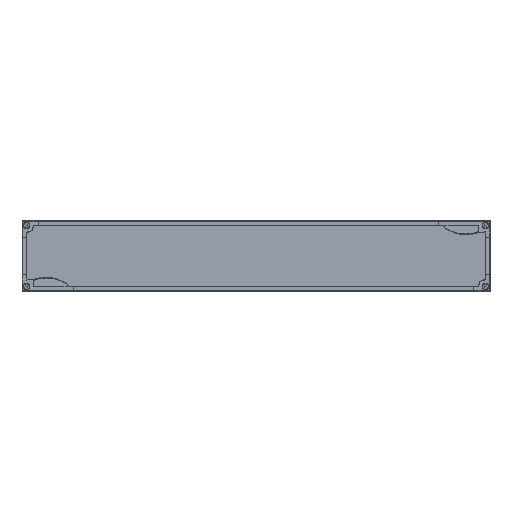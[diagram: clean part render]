
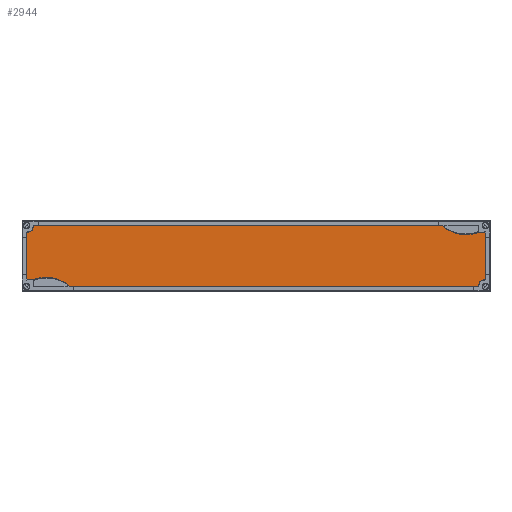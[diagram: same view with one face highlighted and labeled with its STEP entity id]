
A CAD part, top view. The second image highlights one B-rep face of the part: STEP entity #2944.
In plain terms, the highlighted planar face has unit normal (0, 0, 1).
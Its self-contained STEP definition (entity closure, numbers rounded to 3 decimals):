
#2944=ADVANCED_FACE('',(#6376),#6377,.F.);
#6376=FACE_OUTER_BOUND('',#10483,.T.);
#6377=PLANE('',#10484);
#10483=EDGE_LOOP('',(#18401,#18402,#18403,#18404,#18405,#18406,#18407,#18408,#18409,#18410,#18411,#18412,#18413,#18414,#18415,#18416));
#10484=AXIS2_PLACEMENT_3D('',#18417,#18418,#18419);
#18401=ORIENTED_EDGE('',*,*,#27657,.T.);
#18402=ORIENTED_EDGE('',*,*,#27653,.T.);
#18403=ORIENTED_EDGE('',*,*,#27649,.T.);
#18404=ORIENTED_EDGE('',*,*,#27660,.F.);
#18405=ORIENTED_EDGE('',*,*,#27661,.T.);
#18406=ORIENTED_EDGE('',*,*,#27662,.T.);
#18407=ORIENTED_EDGE('',*,*,#27663,.T.);
#18408=ORIENTED_EDGE('',*,*,#27664,.F.);
#18409=ORIENTED_EDGE('',*,*,#27665,.T.);
#18410=ORIENTED_EDGE('',*,*,#27666,.T.);
#18411=ORIENTED_EDGE('',*,*,#27667,.T.);
#18412=ORIENTED_EDGE('',*,*,#27668,.T.);
#18413=ORIENTED_EDGE('',*,*,#27669,.T.);
#18414=ORIENTED_EDGE('',*,*,#27670,.T.);
#18415=ORIENTED_EDGE('',*,*,#27671,.T.);
#18416=ORIENTED_EDGE('',*,*,#27672,.F.);
#18417=CARTESIAN_POINT('',(500.0,75.0,127.3));
#18418=DIRECTION('',(0.0,0.0,-1.0));
#18419=DIRECTION('',(0.0,1.0,0.0));
#27649=EDGE_CURVE('',#33737,#33735,#33738,.T.);
#27653=EDGE_CURVE('',#33743,#33737,#33744,.T.);
#27657=EDGE_CURVE('',#33749,#33743,#33750,.T.);
#27660=EDGE_CURVE('',#33753,#33735,#33754,.T.);
#27661=EDGE_CURVE('',#33753,#33755,#33756,.T.);
#27662=EDGE_CURVE('',#33755,#33757,#33758,.T.);
#27663=EDGE_CURVE('',#33757,#33759,#33760,.T.);
#27664=EDGE_CURVE('',#33761,#33759,#33762,.T.);
#27665=EDGE_CURVE('',#33761,#33763,#33764,.T.);
#27666=EDGE_CURVE('',#33763,#33765,#33766,.T.);
#27667=EDGE_CURVE('',#33765,#33767,#33768,.T.);
#27668=EDGE_CURVE('',#33767,#33769,#33770,.T.);
#27669=EDGE_CURVE('',#33769,#33771,#33772,.T.);
#27670=EDGE_CURVE('',#33771,#33773,#33774,.T.);
#27671=EDGE_CURVE('',#33773,#33775,#33776,.T.);
#27672=EDGE_CURVE('',#33749,#33775,#33777,.T.);
#33735=VERTEX_POINT('',#42441);
#33737=VERTEX_POINT('',#42444);
#33738=LINE('',#42445,#42446);
#33743=VERTEX_POINT('',#42452);
#33744=CIRCLE('',#42453,8.);
#33749=VERTEX_POINT('',#42460);
#33750=LINE('',#42461,#42462);
#33753=VERTEX_POINT('',#42466);
#33754=LINE('',#42467,#42468);
#33755=VERTEX_POINT('',#42469);
#33756=LINE('',#42470,#42471);
#33757=VERTEX_POINT('',#42472);
#33758=CIRCLE('',#42473,8.);
#33759=VERTEX_POINT('',#42474);
#33760=LINE('',#42475,#42476);
#33761=VERTEX_POINT('',#42477);
#33762=LINE('',#42478,#42479);
#33763=VERTEX_POINT('',#42480);
#33764=LINE('',#42481,#42482);
#33765=VERTEX_POINT('',#42483);
#33766=CIRCLE('',#42484,8.);
#33767=VERTEX_POINT('',#42485);
#33768=LINE('',#42486,#42487);
#33769=VERTEX_POINT('',#42488);
#33770=LINE('',#42489,#42490);
#33771=VERTEX_POINT('',#42491);
#33772=LINE('',#42492,#42493);
#33773=VERTEX_POINT('',#42494);
#33774=CIRCLE('',#42495,8.);
#33775=VERTEX_POINT('',#42496);
#33776=LINE('',#42497,#42498);
#33777=LINE('',#42499,#42500);
#42441=CARTESIAN_POINT('',(995.0,22.0,127.3));
#42444=CARTESIAN_POINT('',(986.0,22.0,127.3));
#42445=CARTESIAN_POINT('',(745.25,22.0,127.3));
#42446=VECTOR('',#51337,1.0);
#42452=CARTESIAN_POINT('',(978.,14.,127.3));
#42453=AXIS2_PLACEMENT_3D('',#51342,#51343,#51344);
#42460=CARTESIAN_POINT('',(978.0,5.0,127.3));
#42461=CARTESIAN_POINT('',(978.0,42.25,127.3));
#42462=VECTOR('',#51347,1.0);
#42466=CARTESIAN_POINT('',(995.0,128.0,127.3));
#42467=CARTESIAN_POINT('',(995.0,75.0,127.3));
#42468=VECTOR('',#51349,1.0);
#42469=CARTESIAN_POINT('',(986.0,128.0,127.3));
#42470=CARTESIAN_POINT('',(745.25,128.0,127.3));
#42471=VECTOR('',#51350,1.0);
#42472=CARTESIAN_POINT('',(978.,136.,127.3));
#42473=AXIS2_PLACEMENT_3D('',#51351,#51352,#51353);
#42474=CARTESIAN_POINT('',(978.0,145.0,127.3));
#42475=CARTESIAN_POINT('',(978.0,107.75,127.3));
#42476=VECTOR('',#51354,1.0);
#42477=CARTESIAN_POINT('',(22.0,145.0,127.3));
#42478=CARTESIAN_POINT('',(500.0,145.0,127.3));
#42479=VECTOR('',#51355,1.0);
#42480=CARTESIAN_POINT('',(22.,136.,127.3));
#42481=CARTESIAN_POINT('',(22.0,107.75,127.3));
#42482=VECTOR('',#51356,1.0);
#42483=CARTESIAN_POINT('',(14.0,128.0,127.3));
#42484=AXIS2_PLACEMENT_3D('',#51357,#51358,#51359);
#42485=CARTESIAN_POINT('',(5.0,128.0,127.3));
#42486=CARTESIAN_POINT('',(254.75,128.0,127.3));
#42487=VECTOR('',#51360,1.0);
#42488=CARTESIAN_POINT('',(5.0,22.0,127.3));
#42489=CARTESIAN_POINT('',(5.0,75.0,127.3));
#42490=VECTOR('',#51361,1.0);
#42491=CARTESIAN_POINT('',(14.0,22.0,127.3));
#42492=CARTESIAN_POINT('',(254.75,22.0,127.3));
#42493=VECTOR('',#51362,1.0);
#42494=CARTESIAN_POINT('',(22.,14.,127.3));
#42495=AXIS2_PLACEMENT_3D('',#51363,#51364,#51365);
#42496=CARTESIAN_POINT('',(22.0,5.0,127.3));
#42497=CARTESIAN_POINT('',(22.0,42.25,127.3));
#42498=VECTOR('',#51366,1.0);
#42499=CARTESIAN_POINT('',(500.0,5.0,127.3));
#42500=VECTOR('',#51367,1.0);
#51337=DIRECTION('',(1.0,-0.0,0.0));
#51342=CARTESIAN_POINT('',(986.,14.,127.3));
#51343=DIRECTION('',(0.0,0.0,-1.0));
#51344=DIRECTION('',(-1.0,0.,0.0));
#51347=DIRECTION('',(0.0,1.0,0.0));
#51349=DIRECTION('',(0.0,-1.0,0.0));
#51350=DIRECTION('',(-1.0,-0.0,-0.0));
#51351=CARTESIAN_POINT('',(986.,136.,127.3));
#51352=DIRECTION('',(-0.0,0.0,-1.0));
#51353=DIRECTION('',(-1.0,0.,0.0));
#51354=DIRECTION('',(0.0,1.0,0.0));
#51355=DIRECTION('',(1.0,0.0,0.0));
#51356=DIRECTION('',(0.0,-1.0,0.0));
#51357=CARTESIAN_POINT('',(14.,136.,127.3));
#51358=DIRECTION('',(0.0,0.0,-1.0));
#51359=DIRECTION('',(1.0,0.,0.0));
#51360=DIRECTION('',(-1.0,-0.0,-0.0));
#51361=DIRECTION('',(0.0,-1.0,0.0));
#51362=DIRECTION('',(1.0,-0.0,0.0));
#51363=CARTESIAN_POINT('',(14.,14.,127.3));
#51364=DIRECTION('',(0.0,0.0,-1.0));
#51365=DIRECTION('',(1.0,0.,0.0));
#51366=DIRECTION('',(0.0,-1.0,0.0));
#51367=DIRECTION('',(-1.0,0.0,0.0));
